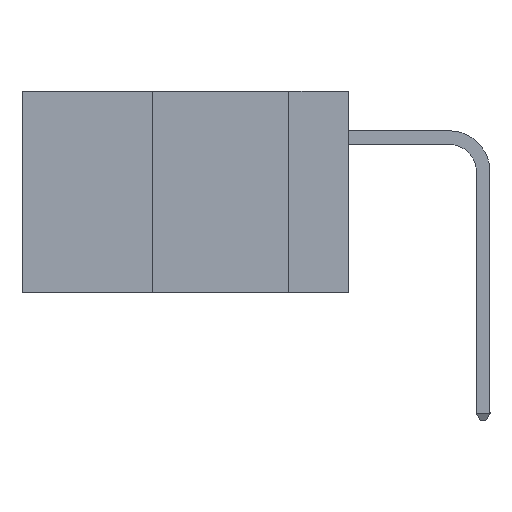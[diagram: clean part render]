
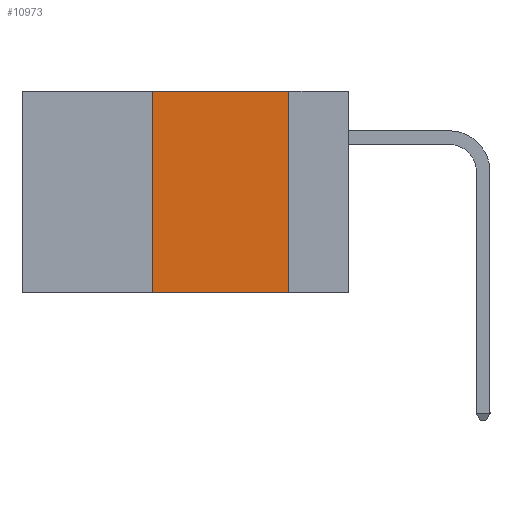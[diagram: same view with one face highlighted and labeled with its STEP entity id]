
A CAD part, left-side view. The second image highlights one B-rep face of the part: STEP entity #10973.
In plain terms, the highlighted planar face has unit normal (-1, 0, 0).
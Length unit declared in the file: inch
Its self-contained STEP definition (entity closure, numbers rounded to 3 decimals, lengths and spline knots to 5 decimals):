
#324 = VECTOR ( 'NONE', #44372, 39.37008 ) ;
#814 = EDGE_CURVE ( 'NONE', #28917, #45861, #12264, .T. ) ;
#2148 = EDGE_LOOP ( 'NONE', ( #30363, #26522, #30731, #33465 ) ) ;
#6017 = AXIS2_PLACEMENT_3D ( 'NONE', #45578, #11905, #11657 ) ;
#9702 = LINE ( 'NONE', #17866, #324 ) ;
#10973 = ADVANCED_FACE ( 'NONE', ( #22325 ), #48810, .F. ) ;
#11233 = LINE ( 'NONE', #19623, #33721 ) ;
#11657 = DIRECTION ( 'NONE',  ( 0., 0., -1. ) ) ;
#11905 = DIRECTION ( 'NONE',  ( 1., 0., 0. ) ) ;
#12264 = LINE ( 'NONE', #46667, #39488 ) ;
#12609 = CARTESIAN_POINT ( 'NONE',  ( 0., 0.36, 0. ) ) ;
#13735 = VERTEX_POINT ( 'NONE', #19610 ) ;
#16598 = EDGE_CURVE ( 'NONE', #13735, #34656, #42998, .T. ) ;
#17866 = CARTESIAN_POINT ( 'NONE',  ( 0., 0.11, 0. ) ) ;
#18949 = VECTOR ( 'NONE', #23929, 39.37008 ) ;
#19610 = CARTESIAN_POINT ( 'NONE',  ( 0., 0.36, -0.37 ) ) ;
#19623 = CARTESIAN_POINT ( 'NONE',  ( 0., 0.36, 0. ) ) ;
#22325 = FACE_OUTER_BOUND ( 'NONE', #2148, .T. ) ;
#23929 = DIRECTION ( 'NONE',  ( 0., -1., 0. ) ) ;
#26522 = ORIENTED_EDGE ( 'NONE', *, *, #814, .F. ) ;
#27852 = DIRECTION ( 'NONE',  ( 0., -1., 0. ) ) ;
#27888 = CARTESIAN_POINT ( 'NONE',  ( 0., 0.6, -0.37 ) ) ;
#28917 = VERTEX_POINT ( 'NONE', #12609 ) ;
#30363 = ORIENTED_EDGE ( 'NONE', *, *, #31692, .F. ) ;
#30731 = ORIENTED_EDGE ( 'NONE', *, *, #34936, .F. ) ;
#31692 = EDGE_CURVE ( 'NONE', #45861, #34656, #9702, .T. ) ;
#33465 = ORIENTED_EDGE ( 'NONE', *, *, #16598, .T. ) ;
#33721 = VECTOR ( 'NONE', #34235, 39.37008 ) ;
#34235 = DIRECTION ( 'NONE',  ( 0., 0., 1. ) ) ;
#34656 = VERTEX_POINT ( 'NONE', #46663 ) ;
#34936 = EDGE_CURVE ( 'NONE', #13735, #28917, #11233, .T. ) ;
#38095 = CARTESIAN_POINT ( 'NONE',  ( 0., 0.11, 0. ) ) ;
#39488 = VECTOR ( 'NONE', #27852, 39.37008 ) ;
#42998 = LINE ( 'NONE', #27888, #18949 ) ;
#44372 = DIRECTION ( 'NONE',  ( 0., 0., -1. ) ) ;
#45578 = CARTESIAN_POINT ( 'NONE',  ( 0., 0.6, 0. ) ) ;
#45861 = VERTEX_POINT ( 'NONE', #38095 ) ;
#46663 = CARTESIAN_POINT ( 'NONE',  ( 0., 0.11, -0.37 ) ) ;
#46667 = CARTESIAN_POINT ( 'NONE',  ( 0., 0.6, 0. ) ) ;
#48810 = PLANE ( 'NONE',  #6017 ) ;
